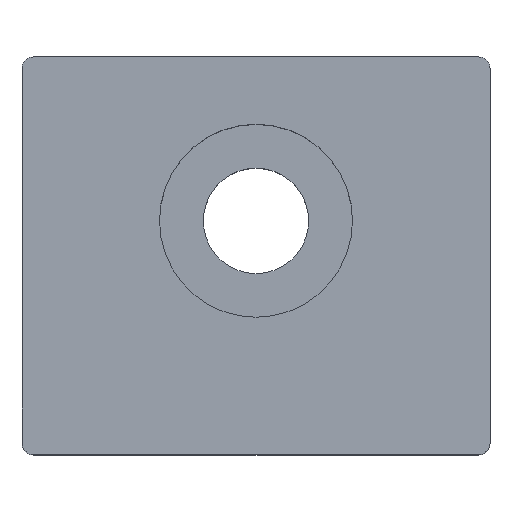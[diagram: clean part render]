
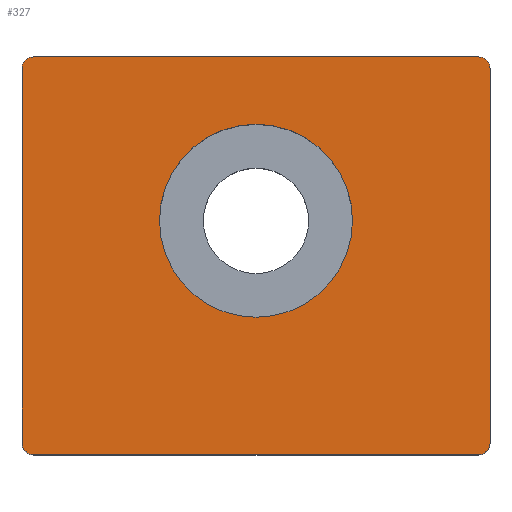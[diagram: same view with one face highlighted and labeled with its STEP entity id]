
A CAD part, top view. The second image highlights one B-rep face of the part: STEP entity #327.
In plain terms, the highlighted planar face has unit normal (0, 0, 1).
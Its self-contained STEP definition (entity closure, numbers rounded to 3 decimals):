
#71=CARTESIAN_POINT('',(0.,1.5,8.));
#72=DIRECTION('',(0.,0.,1.));
#73=DIRECTION('',(-1.,0.,0.));
#74=AXIS2_PLACEMENT_3D('',#71,#72,#73);
#76=CARTESIAN_POINT('',(0.,1.5,8.));
#77=DIRECTION('',(0.,0.,1.));
#78=DIRECTION('',(1.,0.,0.));
#79=AXIS2_PLACEMENT_3D('',#76,#77,#78);
#81=CARTESIAN_POINT('',(9.5,8.,8.));
#82=DIRECTION('',(0.,0.,1.));
#83=DIRECTION('',(1.,0.,0.));
#84=AXIS2_PLACEMENT_3D('',#81,#82,#83);
#86=DIRECTION('',(0.,1.,0.));
#87=VECTOR('',#86,16.);
#88=CARTESIAN_POINT('',(10.,-8.,8.));
#89=LINE('',#88,#87);
#90=CARTESIAN_POINT('',(9.5,-8.,8.));
#91=DIRECTION('',(0.,0.,1.));
#92=DIRECTION('',(0.,-1.,0.));
#93=AXIS2_PLACEMENT_3D('',#90,#91,#92);
#95=DIRECTION('',(1.,0.,0.));
#96=VECTOR('',#95,19.);
#97=CARTESIAN_POINT('',(-9.5,-8.5,8.));
#98=LINE('',#97,#96);
#99=CARTESIAN_POINT('',(-9.5,-8.,8.));
#100=DIRECTION('',(0.,0.,1.));
#101=DIRECTION('',(-1.,0.,0.));
#102=AXIS2_PLACEMENT_3D('',#99,#100,#101);
#104=DIRECTION('',(0.,-1.,0.));
#105=VECTOR('',#104,16.);
#106=CARTESIAN_POINT('',(-10.,8.,8.));
#107=LINE('',#106,#105);
#108=CARTESIAN_POINT('',(-9.5,8.,8.));
#109=DIRECTION('',(0.,0.,1.));
#110=DIRECTION('',(0.,1.,0.));
#111=AXIS2_PLACEMENT_3D('',#108,#109,#110);
#113=DIRECTION('',(-1.,0.,0.));
#114=VECTOR('',#113,19.);
#115=CARTESIAN_POINT('',(9.5,8.5,8.));
#116=LINE('',#115,#114);
#174=CARTESIAN_POINT('',(-4.125,1.5,8.));
#175=CARTESIAN_POINT('',(4.125,1.5,8.));
#176=VERTEX_POINT('',#174);
#177=VERTEX_POINT('',#175);
#182=CARTESIAN_POINT('',(10.,8.,8.));
#183=VERTEX_POINT('',#182);
#184=CARTESIAN_POINT('',(9.5,8.5,8.));
#185=VERTEX_POINT('',#184);
#190=CARTESIAN_POINT('',(-9.5,8.5,8.));
#191=VERTEX_POINT('',#190);
#192=CARTESIAN_POINT('',(-10.,8.,8.));
#193=VERTEX_POINT('',#192);
#198=CARTESIAN_POINT('',(-10.,-8.,8.));
#199=VERTEX_POINT('',#198);
#200=CARTESIAN_POINT('',(-9.5,-8.5,8.));
#201=VERTEX_POINT('',#200);
#206=CARTESIAN_POINT('',(9.5,-8.5,8.));
#207=VERTEX_POINT('',#206);
#208=CARTESIAN_POINT('',(10.,-8.,8.));
#209=VERTEX_POINT('',#208);
#299=CARTESIAN_POINT('',(0.,0.,8.));
#300=DIRECTION('',(0.,0.,1.));
#301=DIRECTION('',(1.,0.,0.));
#302=AXIS2_PLACEMENT_3D('',#299,#300,#301);
#303=PLANE('',#302);
#305=ORIENTED_EDGE('',*,*,#304,.F.);
#307=ORIENTED_EDGE('',*,*,#306,.F.);
#309=ORIENTED_EDGE('',*,*,#308,.F.);
#311=ORIENTED_EDGE('',*,*,#310,.F.);
#313=ORIENTED_EDGE('',*,*,#312,.F.);
#315=ORIENTED_EDGE('',*,*,#314,.F.);
#317=ORIENTED_EDGE('',*,*,#316,.F.);
#319=ORIENTED_EDGE('',*,*,#318,.F.);
#320=EDGE_LOOP('',(#305,#307,#309,#311,#313,#315,#317,#319));
#321=FACE_OUTER_BOUND('',#320,.F.);
#322=ORIENTED_EDGE('',*,*,#289,.T.);
#324=ORIENTED_EDGE('',*,*,#323,.T.);
#325=EDGE_LOOP('',(#322,#324));
#326=FACE_BOUND('',#325,.F.);
#327=ADVANCED_FACE('',(#321,#326),#303,.T.);
#75=CIRCLE('',#74,4.125);
#80=CIRCLE('',#79,4.125);
#85=CIRCLE('',#84,0.5);
#94=CIRCLE('',#93,0.5);
#103=CIRCLE('',#102,0.5);
#112=CIRCLE('',#111,0.5);
#289=EDGE_CURVE('',#176,#177,#75,.T.);
#304=EDGE_CURVE('',#183,#185,#85,.T.);
#306=EDGE_CURVE('',#209,#183,#89,.T.);
#308=EDGE_CURVE('',#207,#209,#94,.T.);
#310=EDGE_CURVE('',#201,#207,#98,.T.);
#312=EDGE_CURVE('',#199,#201,#103,.T.);
#314=EDGE_CURVE('',#193,#199,#107,.T.);
#316=EDGE_CURVE('',#191,#193,#112,.T.);
#318=EDGE_CURVE('',#185,#191,#116,.T.);
#323=EDGE_CURVE('',#177,#176,#80,.T.);
